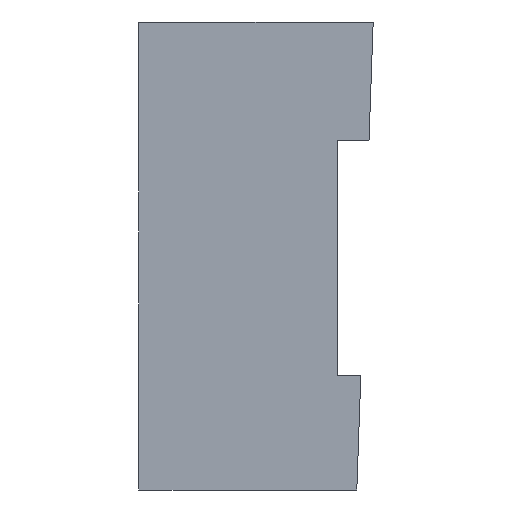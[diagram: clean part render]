
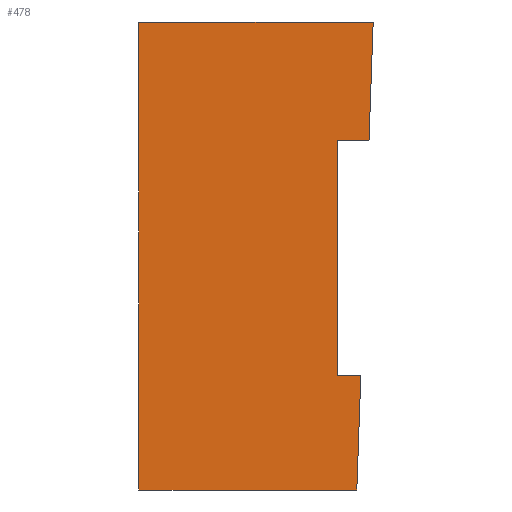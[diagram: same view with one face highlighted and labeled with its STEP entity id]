
A CAD part, left-side view. The second image highlights one B-rep face of the part: STEP entity #478.
In plain terms, the highlighted planar face has unit normal (-1, 0, 0).
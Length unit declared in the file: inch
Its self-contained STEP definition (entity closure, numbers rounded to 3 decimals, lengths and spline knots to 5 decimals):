
#9 = EDGE_CURVE ( 'NONE', #212, #193, #401, .T. ) ;
#12 = EDGE_CURVE ( 'NONE', #211, #210, #398, .T. ) ;
#17 = EDGE_CURVE ( 'NONE', #214, #211, #396, .T. ) ;
#19 = EDGE_CURVE ( 'NONE', #196, #200, #391, .T. ) ;
#45 = EDGE_CURVE ( 'NONE', #212, #214, #247, .T. ) ;
#48 = EDGE_CURVE ( 'NONE', #194, #193, #442, .T. ) ;
#54 = EDGE_CURVE ( 'NONE', #200, #194, #245, .T. ) ;
#71 = EDGE_CURVE ( 'NONE', #210, #196, #304, .T. ) ;
#78 = AXIS2_PLACEMENT_3D ( 'NONE', #121, #110, #176 ) ;
#82 = DIRECTION ( 'NONE',  ( 0., 0., -1. ) ) ;
#85 = DIRECTION ( 'NONE',  ( 0., 1., 0. ) ) ;
#86 = CARTESIAN_POINT ( 'NONE',  ( -0.785, 0., 0. ) ) ;
#110 = DIRECTION ( 'NONE',  ( -1., 0., 0. ) ) ;
#112 = CARTESIAN_POINT ( 'NONE',  ( -0.785, 0., -0.2 ) ) ;
#117 = CARTESIAN_POINT ( 'NONE',  ( -0.785, 0.00698, -0.2 ) ) ;
#121 = CARTESIAN_POINT ( 'NONE',  ( -0.785, 0., -0.787 ) ) ;
#124 = DIRECTION ( 'NONE',  ( 0., -1., 0. ) ) ;
#125 = CARTESIAN_POINT ( 'NONE',  ( -0.785, 0.394, -0.787 ) ) ;
#128 = DIRECTION ( 'NONE',  ( 0., 0.035, -0.999 ) ) ;
#129 = CARTESIAN_POINT ( 'NONE',  ( -0.785, 0.06, -0.594 ) ) ;
#131 = CARTESIAN_POINT ( 'NONE',  ( -0.785, 0.394, 0. ) ) ;
#159 = CARTESIAN_POINT ( 'NONE',  ( -0.785, 0.06, -0.2 ) ) ;
#170 = CARTESIAN_POINT ( 'NONE',  ( -0.785, 0., -0.594 ) ) ;
#176 = DIRECTION ( 'NONE',  ( 0., 0., 1. ) ) ;
#177 = CARTESIAN_POINT ( 'NONE',  ( -0.785, 0., 0. ) ) ;
#179 = PLANE ( 'NONE',  #78 ) ;
#183 = CARTESIAN_POINT ( 'NONE',  ( -0.785, 0.02748, -0.787 ) ) ;
#185 = CARTESIAN_POINT ( 'NONE',  ( -0.785, 0.02074, -0.594 ) ) ;
#193 = VERTEX_POINT ( 'NONE', #183 ) ;
#194 = VERTEX_POINT ( 'NONE', #185 ) ;
#196 = VERTEX_POINT ( 'NONE', #159 ) ;
#200 = VERTEX_POINT ( 'NONE', #129 ) ;
#210 = VERTEX_POINT ( 'NONE', #117 ) ;
#211 = VERTEX_POINT ( 'NONE', #177 ) ;
#212 = VERTEX_POINT ( 'NONE', #125 ) ;
#214 = VERTEX_POINT ( 'NONE', #131 ) ;
#221 = CARTESIAN_POINT ( 'NONE',  ( -0.785, 0., -0.787 ) ) ;
#222 = DIRECTION ( 'NONE',  ( 0., -1., 0. ) ) ;
#225 = CARTESIAN_POINT ( 'NONE',  ( -0.785, 0., 0. ) ) ;
#226 = DIRECTION ( 'NONE',  ( 0., 0.035, -0.999 ) ) ;
#234 = CARTESIAN_POINT ( 'NONE',  ( -0.785, 0., 0. ) ) ;
#235 = DIRECTION ( 'NONE',  ( 0., -1., 0. ) ) ;
#237 = DIRECTION ( 'NONE',  ( 0., 0., 1. ) ) ;
#238 = CARTESIAN_POINT ( 'NONE',  ( -0.785, 0.394, -0.787 ) ) ;
#240 = VECTOR ( 'NONE', #237, 39.37008 ) ;
#242 = ORIENTED_EDGE ( 'NONE', *, *, #71, .F. ) ;
#245 = LINE ( 'NONE', #170, #251 ) ;
#246 = VECTOR ( 'NONE', #128, 39.37008 ) ;
#247 = LINE ( 'NONE', #238, #240 ) ;
#251 = VECTOR ( 'NONE', #124, 39.37008 ) ;
#285 = FACE_OUTER_BOUND ( 'NONE', #412, .T. ) ;
#304 = LINE ( 'NONE', #112, #305 ) ;
#305 = VECTOR ( 'NONE', #85, 39.37008 ) ;
#341 = ORIENTED_EDGE ( 'NONE', *, *, #17, .F. ) ;
#344 = ORIENTED_EDGE ( 'NONE', *, *, #45, .F. ) ;
#370 = ORIENTED_EDGE ( 'NONE', *, *, #19, .F. ) ;
#372 = ORIENTED_EDGE ( 'NONE', *, *, #12, .F. ) ;
#386 = ORIENTED_EDGE ( 'NONE', *, *, #54, .F. ) ;
#391 = LINE ( 'NONE', #472, #403 ) ;
#396 = LINE ( 'NONE', #234, #408 ) ;
#397 = VECTOR ( 'NONE', #226, 39.37008 ) ;
#398 = LINE ( 'NONE', #225, #397 ) ;
#401 = LINE ( 'NONE', #221, #405 ) ;
#403 = VECTOR ( 'NONE', #82, 39.37008 ) ;
#405 = VECTOR ( 'NONE', #222, 39.37008 ) ;
#408 = VECTOR ( 'NONE', #235, 39.37008 ) ;
#411 = ORIENTED_EDGE ( 'NONE', *, *, #48, .F. ) ;
#412 = EDGE_LOOP ( 'NONE', ( #372, #341, #344, #430, #411, #386, #370, #242 ) ) ;
#430 = ORIENTED_EDGE ( 'NONE', *, *, #9, .T. ) ;
#442 = LINE ( 'NONE', #86, #246 ) ;
#472 = CARTESIAN_POINT ( 'NONE',  ( -0.785, 0.06, -0.787 ) ) ;
#478 = ADVANCED_FACE ( 'NONE', ( #285 ), #179, .T. ) ;
